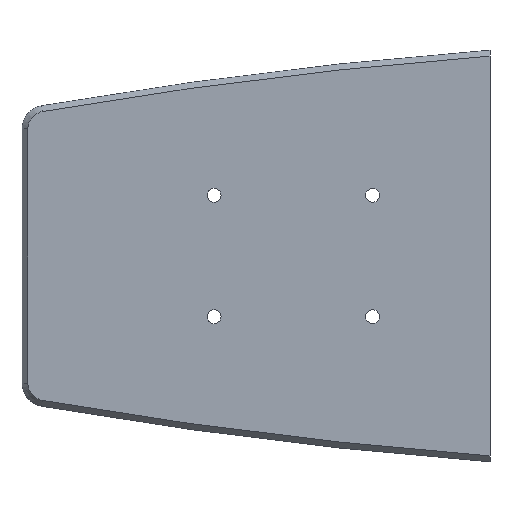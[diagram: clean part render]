
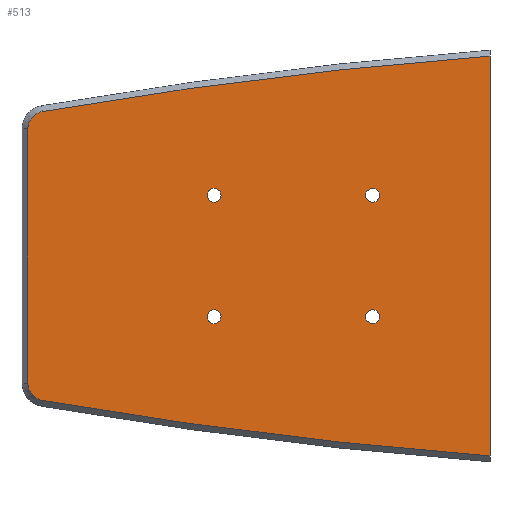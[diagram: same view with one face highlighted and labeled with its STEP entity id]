
A CAD part, front view. The second image highlights one B-rep face of the part: STEP entity #513.
In plain terms, the highlighted planar face has unit normal (0, -1, 0).
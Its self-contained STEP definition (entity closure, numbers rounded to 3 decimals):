
#15=FACE_BOUND('',#95,.T.);
#16=FACE_BOUND('',#96,.T.);
#17=FACE_BOUND('',#97,.T.);
#18=FACE_BOUND('',#98,.T.);
#46=PLANE('',#582);
#62=FACE_OUTER_BOUND('',#94,.T.);
#94=EDGE_LOOP('',(#380,#381,#382,#383,#384,#385));
#95=EDGE_LOOP('',(#386));
#96=EDGE_LOOP('',(#387));
#97=EDGE_LOOP('',(#388));
#98=EDGE_LOOP('',(#389));
#132=LINE('',#843,#163);
#135=LINE('',#860,#166);
#163=VECTOR('',#673,10.);
#166=VECTOR('',#690,10.);
#195=CIRCLE('',#571,1598.);
#197=CIRCLE('',#574,6.);
#199=CIRCLE('',#578,6.);
#200=CIRCLE('',#580,1598.);
#202=CIRCLE('',#583,2.38);
#203=CIRCLE('',#584,2.38);
#204=CIRCLE('',#585,2.38);
#205=CIRCLE('',#586,2.38);
#232=VERTEX_POINT('',#823);
#235=VERTEX_POINT('',#830);
#237=VERTEX_POINT('',#836);
#239=VERTEX_POINT('',#841);
#241=VERTEX_POINT('',#848);
#243=VERTEX_POINT('',#853);
#244=VERTEX_POINT('',#861);
#245=VERTEX_POINT('',#863);
#246=VERTEX_POINT('',#865);
#247=VERTEX_POINT('',#867);
#284=EDGE_CURVE('',#235,#232,#195,.T.);
#287=EDGE_CURVE('',#237,#235,#197,.T.);
#289=EDGE_CURVE('',#239,#237,#132,.T.);
#293=EDGE_CURVE('',#241,#239,#199,.T.);
#295=EDGE_CURVE('',#243,#241,#200,.T.);
#297=EDGE_CURVE('',#243,#232,#135,.T.);
#298=EDGE_CURVE('',#244,#244,#202,.T.);
#299=EDGE_CURVE('',#245,#245,#203,.T.);
#300=EDGE_CURVE('',#246,#246,#204,.T.);
#301=EDGE_CURVE('',#247,#247,#205,.T.);
#380=ORIENTED_EDGE('',*,*,#284,.F.);
#381=ORIENTED_EDGE('',*,*,#287,.F.);
#382=ORIENTED_EDGE('',*,*,#289,.F.);
#383=ORIENTED_EDGE('',*,*,#293,.F.);
#384=ORIENTED_EDGE('',*,*,#295,.F.);
#385=ORIENTED_EDGE('',*,*,#297,.T.);
#386=ORIENTED_EDGE('',*,*,#298,.T.);
#387=ORIENTED_EDGE('',*,*,#299,.T.);
#388=ORIENTED_EDGE('',*,*,#300,.T.);
#389=ORIENTED_EDGE('',*,*,#301,.T.);
#513=ADVANCED_FACE('',(#62,#15,#16,#17,#18),#46,.F.);
#571=AXIS2_PLACEMENT_3D('',#832,#661,#662);
#574=AXIS2_PLACEMENT_3D('',#838,#668,#669);
#578=AXIS2_PLACEMENT_3D('',#850,#680,#681);
#580=AXIS2_PLACEMENT_3D('',#857,#684,#685);
#582=AXIS2_PLACEMENT_3D('',#859,#688,#689);
#583=AXIS2_PLACEMENT_3D('',#862,#691,#692);
#584=AXIS2_PLACEMENT_3D('',#864,#693,#694);
#585=AXIS2_PLACEMENT_3D('',#866,#695,#696);
#586=AXIS2_PLACEMENT_3D('',#868,#697,#698);
#661=DIRECTION('center_axis',(0.,1.,0.));
#662=DIRECTION('ref_axis',(-0.175,0.,0.985));
#668=DIRECTION('center_axis',(0.,1.,0.));
#669=DIRECTION('ref_axis',(-0.765,0.,0.644));
#673=DIRECTION('',(0.,0.,1.));
#680=DIRECTION('center_axis',(0.,1.,0.));
#681=DIRECTION('ref_axis',(-0.765,0.,-0.644));
#684=DIRECTION('center_axis',(0.,1.,0.));
#685=DIRECTION('ref_axis',(0.175,0.,-0.985));
#688=DIRECTION('center_axis',(0.,1.,0.));
#689=DIRECTION('ref_axis',(0.,0.,1.));
#690=DIRECTION('',(0.,0.,1.));
#691=DIRECTION('center_axis',(0.,1.,0.));
#692=DIRECTION('ref_axis',(1.,0.,0.));
#693=DIRECTION('center_axis',(0.,1.,0.));
#694=DIRECTION('ref_axis',(1.,0.,0.));
#695=DIRECTION('center_axis',(0.,1.,0.));
#696=DIRECTION('ref_axis',(1.,0.,0.));
#697=DIRECTION('center_axis',(0.,1.,0.));
#698=DIRECTION('ref_axis',(1.,0.,0.));
#823=CARTESIAN_POINT('',(-120.,-14.,68.072));
#830=CARTESIAN_POINT('',(-272.423,-14.,49.192));
#832=CARTESIAN_POINT('Origin',(0.,-14.,-1525.416));
#836=CARTESIAN_POINT('',(-277.4,-14.,43.28));
#838=CARTESIAN_POINT('Origin',(-271.4,-14.,43.28));
#841=CARTESIAN_POINT('',(-277.4,-14.,-43.28));
#843=CARTESIAN_POINT('',(-277.4,-14.,25.));
#848=CARTESIAN_POINT('',(-272.423,-14.,-49.192));
#850=CARTESIAN_POINT('Origin',(-271.4,-14.,-43.28));
#853=CARTESIAN_POINT('',(-120.,-14.,-68.072));
#857=CARTESIAN_POINT('Origin',(0.,-14.,1525.416));
#859=CARTESIAN_POINT('Origin',(-199.7,-14.,0.));
#860=CARTESIAN_POINT('',(-120.,-14.,70.078));
#861=CARTESIAN_POINT('',(-216.355,-14.,-20.637));
#862=CARTESIAN_POINT('Origin',(-213.975,-14.,-20.637));
#863=CARTESIAN_POINT('',(-162.38,-14.,-20.637));
#864=CARTESIAN_POINT('Origin',(-160.,-14.,-20.637));
#865=CARTESIAN_POINT('',(-216.355,-14.,20.638));
#866=CARTESIAN_POINT('Origin',(-213.975,-14.,20.638));
#867=CARTESIAN_POINT('',(-162.38,-14.,20.638));
#868=CARTESIAN_POINT('Origin',(-160.,-14.,20.638));
